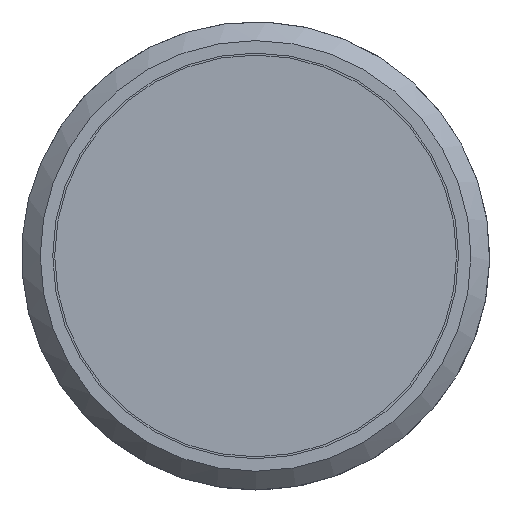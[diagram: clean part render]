
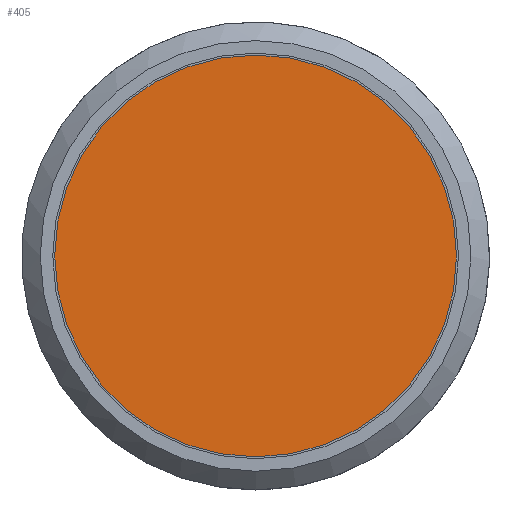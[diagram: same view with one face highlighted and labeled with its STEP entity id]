
A CAD part, left-side view. The second image highlights one B-rep face of the part: STEP entity #405.
In plain terms, the highlighted planar face has unit normal (-1, 0, 0).
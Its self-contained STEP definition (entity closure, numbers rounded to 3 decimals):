
#34=PLANE('',#434);
#45=ORIENTED_EDGE('',*,*,#94,.T.);
#94=EDGE_CURVE('',#119,#119,#141,.T.);
#119=VERTEX_POINT('',#570);
#141=CIRCLE('',#435,12.875);
#162=EDGE_LOOP('',(#45));
#201=FACE_BOUND('',#162,.T.);
#405=ADVANCED_FACE('',(#201),#34,.T.);
#434=AXIS2_PLACEMENT_3D('',#568,#482,#483);
#435=AXIS2_PLACEMENT_3D('',#569,#484,#485);
#482=DIRECTION('',(-1.,0.,0.));
#483=DIRECTION('',(0.,0.,1.));
#484=DIRECTION('',(-1.,0.,0.));
#485=DIRECTION('',(0.,0.,1.));
#568=CARTESIAN_POINT('',(0.,0.,0.));
#569=CARTESIAN_POINT('',(0.,0.,0.));
#570=CARTESIAN_POINT('',(0.,0.,12.875));
